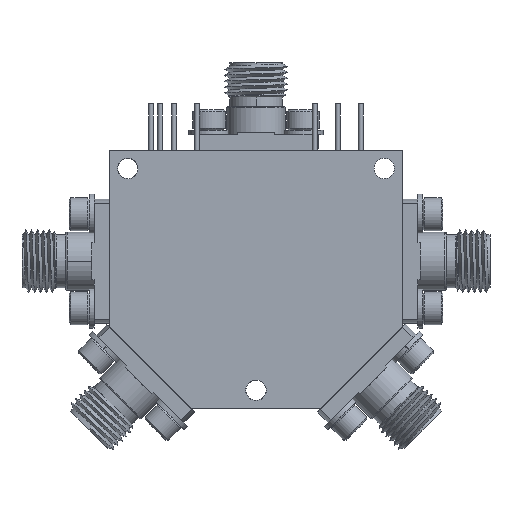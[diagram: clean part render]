
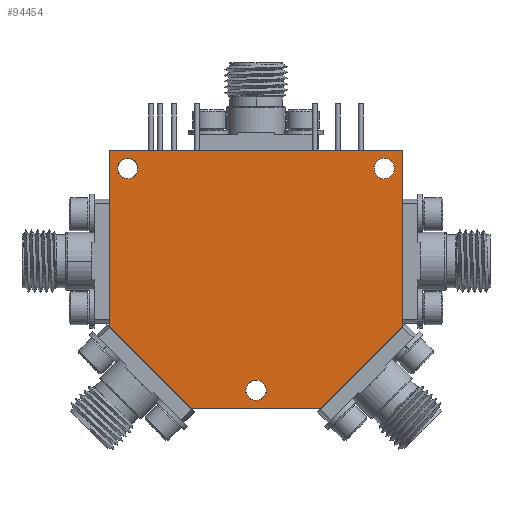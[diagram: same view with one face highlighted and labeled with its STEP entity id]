
A CAD part, front view. The second image highlights one B-rep face of the part: STEP entity #94454.
In plain terms, the highlighted planar face has unit normal (0, -1, 0).
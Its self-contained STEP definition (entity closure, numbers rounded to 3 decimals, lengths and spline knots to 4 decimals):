
#752 = CARTESIAN_POINT ( 'NONE',  ( -0.0407, 0.4797, 1.3486 ) ) ;
#2497 = CARTESIAN_POINT ( 'NONE',  ( -0.1194, 0.4797, 0.7176 ) ) ;
#2925 = CARTESIAN_POINT ( 'NONE',  ( 0.5056, 0.4797, 0.3683 ) ) ;
#6361 = VERTEX_POINT ( 'NONE', #117318 ) ;
#6950 = DIRECTION ( 'NONE',  ( 0., 0., -1. ) ) ;
#8208 = ORIENTED_EDGE ( 'NONE', *, *, #96459, .F. ) ;
#8429 = PLANE ( 'NONE',  #9338 ) ;
#9338 = AXIS2_PLACEMENT_3D ( 'NONE', #98032, #97192, #127050 ) ;
#10135 = AXIS2_PLACEMENT_3D ( 'NONE', #53968, #73763, #44078 ) ;
#10299 = ORIENTED_EDGE ( 'NONE', *, *, #67968, .F. ) ;
#10836 = DIRECTION ( 'NONE',  ( 0., -1., 0. ) ) ;
#11719 = DIRECTION ( 'NONE',  ( 0., 0., -1. ) ) ;
#11788 = VERTEX_POINT ( 'NONE', #63553 ) ;
#11806 = VECTOR ( 'NONE', #48917, 39.3701 ) ;
#12149 = DIRECTION ( 'NONE',  ( 0., -1., 0. ) ) ;
#12772 = CIRCLE ( 'NONE', #62970, 0.0433 ) ;
#13757 = VECTOR ( 'NONE', #105440, 39.3701 ) ;
#15111 = ORIENTED_EDGE ( 'NONE', *, *, #103808, .F. ) ;
#16123 = DIRECTION ( 'NONE',  ( 0., -1., 0. ) ) ;
#16154 = ORIENTED_EDGE ( 'NONE', *, *, #59098, .F. ) ;
#16455 = DIRECTION ( 'NONE',  ( 0., -1., 0. ) ) ;
#18412 = CIRCLE ( 'NONE', #109676, 0.0433 ) ;
#19204 = VECTOR ( 'NONE', #110348, 39.3701 ) ;
#19501 = CARTESIAN_POINT ( 'NONE',  ( 0.5056, 0.4797, 1.4706 ) ) ;
#25538 = DIRECTION ( 'NONE',  ( 0., 0., -1. ) ) ;
#26145 = EDGE_LOOP ( 'NONE', ( #8208, #56318 ) ) ;
#26446 = CIRCLE ( 'NONE', #10135, 0.0433 ) ;
#27443 = VERTEX_POINT ( 'NONE', #72581 ) ;
#29393 = EDGE_LOOP ( 'NONE', ( #16154, #32328, #98734, #35446, #15111, #89791 ) ) ;
#29597 = VECTOR ( 'NONE', #67316, 39.3701 ) ;
#29951 = CARTESIAN_POINT ( 'NONE',  ( 0.7812, 0.4797, 0.3683 ) ) ;
#32328 = ORIENTED_EDGE ( 'NONE', *, *, #102135, .F. ) ;
#34904 = VERTEX_POINT ( 'NONE', #50892 ) ;
#35446 = ORIENTED_EDGE ( 'NONE', *, *, #42712, .F. ) ;
#36059 = CARTESIAN_POINT ( 'NONE',  ( -0.1194, 0.4797, 0.7176 ) ) ;
#37786 = FACE_BOUND ( 'NONE', #98145, .T. ) ;
#40868 = VECTOR ( 'NONE', #107616, 39.3701 ) ;
#42712 = EDGE_CURVE ( 'NONE', #65770, #86108, #65542, .T. ) ;
#43685 = EDGE_CURVE ( 'NONE', #116106, #27443, #105558, .T. ) ;
#43813 = CIRCLE ( 'NONE', #60688, 0.0433 ) ;
#44078 = DIRECTION ( 'NONE',  ( 0., 0., -1. ) ) ;
#46441 = CIRCLE ( 'NONE', #75598, 0.0433 ) ;
#48917 = DIRECTION ( 'NONE',  ( -0.707, 0., -0.707 ) ) ;
#50865 = EDGE_LOOP ( 'NONE', ( #51417, #87952 ) ) ;
#50892 = CARTESIAN_POINT ( 'NONE',  ( 0.5056, 0.4797, 0.4037 ) ) ;
#50907 = CARTESIAN_POINT ( 'NONE',  ( -0.0407, 0.4797, 1.3919 ) ) ;
#50975 = EDGE_CURVE ( 'NONE', #117874, #11788, #46441, .T. ) ;
#51417 = ORIENTED_EDGE ( 'NONE', *, *, #75542, .F. ) ;
#51683 = AXIS2_PLACEMENT_3D ( 'NONE', #66385, #16455, #6950 ) ;
#53968 = CARTESIAN_POINT ( 'NONE',  ( 1.0518, 0.4797, 1.3919 ) ) ;
#54905 = CARTESIAN_POINT ( 'NONE',  ( 1.0518, 0.4797, 1.3919 ) ) ;
#56318 = ORIENTED_EDGE ( 'NONE', *, *, #119160, .F. ) ;
#56778 = CARTESIAN_POINT ( 'NONE',  ( 1.1306, 0.4797, 0.9194 ) ) ;
#59098 = EDGE_CURVE ( 'NONE', #67451, #116106, #122941, .T. ) ;
#60688 = AXIS2_PLACEMENT_3D ( 'NONE', #54905, #16123, #64383 ) ;
#62970 = AXIS2_PLACEMENT_3D ( 'NONE', #100048, #12149, #11719 ) ;
#63553 = CARTESIAN_POINT ( 'NONE',  ( -0.0407, 0.4797, 1.4352 ) ) ;
#64383 = DIRECTION ( 'NONE',  ( 0., 0., -1. ) ) ;
#65542 = LINE ( 'NONE', #98075, #40868 ) ;
#65770 = VERTEX_POINT ( 'NONE', #2497 ) ;
#66325 = CIRCLE ( 'NONE', #51683, 0.0433 ) ;
#66385 = CARTESIAN_POINT ( 'NONE',  ( 0.5056, 0.4797, 0.447 ) ) ;
#66416 = LINE ( 'NONE', #56778, #114234 ) ;
#66595 = CARTESIAN_POINT ( 'NONE',  ( 1.0518, 0.4797, 1.3486 ) ) ;
#67316 = DIRECTION ( 'NONE',  ( 1., 0., 0. ) ) ;
#67451 = VERTEX_POINT ( 'NONE', #97481 ) ;
#67968 = EDGE_CURVE ( 'NONE', #11788, #117874, #12772, .T. ) ;
#70620 = CARTESIAN_POINT ( 'NONE',  ( 1.0518, 0.4797, 1.4352 ) ) ;
#72581 = CARTESIAN_POINT ( 'NONE',  ( 0.2299, 0.4797, 0.3683 ) ) ;
#72702 = LINE ( 'NONE', #19501, #29597 ) ;
#73763 = DIRECTION ( 'NONE',  ( 0., -1., 0. ) ) ;
#75542 = EDGE_CURVE ( 'NONE', #34904, #78379, #66325, .T. ) ;
#75598 = AXIS2_PLACEMENT_3D ( 'NONE', #50907, #10836, #119931 ) ;
#78039 = VERTEX_POINT ( 'NONE', #70620 ) ;
#78379 = VERTEX_POINT ( 'NONE', #98078 ) ;
#78924 = EDGE_CURVE ( 'NONE', #78379, #34904, #18412, .T. ) ;
#82443 = FACE_OUTER_BOUND ( 'NONE', #29393, .T. ) ;
#84545 = CARTESIAN_POINT ( 'NONE',  ( 0.5056, 0.4797, 0.447 ) ) ;
#86108 = VERTEX_POINT ( 'NONE', #116676 ) ;
#87952 = ORIENTED_EDGE ( 'NONE', *, *, #78924, .F. ) ;
#88615 = FACE_BOUND ( 'NONE', #50865, .T. ) ;
#89791 = ORIENTED_EDGE ( 'NONE', *, *, #43685, .F. ) ;
#94402 = VERTEX_POINT ( 'NONE', #66595 ) ;
#94454 = ADVANCED_FACE ( 'NONE', ( #37786, #88615, #119549, #82443 ), #8429, .F. ) ;
#96459 = EDGE_CURVE ( 'NONE', #94402, #78039, #43813, .T. ) ;
#97192 = DIRECTION ( 'NONE',  ( 0., 1., 0. ) ) ;
#97481 = CARTESIAN_POINT ( 'NONE',  ( 1.1306, 0.4797, 0.7176 ) ) ;
#98032 = CARTESIAN_POINT ( 'NONE',  ( -0.1194, 0.4797, 0.3683 ) ) ;
#98075 = CARTESIAN_POINT ( 'NONE',  ( -0.1194, 0.4797, 0.9194 ) ) ;
#98078 = CARTESIAN_POINT ( 'NONE',  ( 0.5056, 0.4797, 0.4903 ) ) ;
#98145 = EDGE_LOOP ( 'NONE', ( #102401, #10299 ) ) ;
#98734 = ORIENTED_EDGE ( 'NONE', *, *, #101236, .F. ) ;
#100048 = CARTESIAN_POINT ( 'NONE',  ( -0.0407, 0.4797, 1.3919 ) ) ;
#101236 = EDGE_CURVE ( 'NONE', #86108, #6361, #72702, .T. ) ;
#101353 = CARTESIAN_POINT ( 'NONE',  ( 0.7812, 0.4797, 0.3683 ) ) ;
#102135 = EDGE_CURVE ( 'NONE', #6361, #67451, #66416, .T. ) ;
#102401 = ORIENTED_EDGE ( 'NONE', *, *, #50975, .F. ) ;
#103808 = EDGE_CURVE ( 'NONE', #27443, #65770, #121809, .T. ) ;
#105440 = DIRECTION ( 'NONE',  ( -0.707, 0., 0.707 ) ) ;
#105558 = LINE ( 'NONE', #2925, #19204 ) ;
#107616 = DIRECTION ( 'NONE',  ( 0., 0., 1. ) ) ;
#109676 = AXIS2_PLACEMENT_3D ( 'NONE', #84545, #124730, #25538 ) ;
#110348 = DIRECTION ( 'NONE',  ( -1., 0., 0. ) ) ;
#114234 = VECTOR ( 'NONE', #117153, 39.3701 ) ;
#116106 = VERTEX_POINT ( 'NONE', #101353 ) ;
#116676 = CARTESIAN_POINT ( 'NONE',  ( -0.1194, 0.4797, 1.4706 ) ) ;
#117153 = DIRECTION ( 'NONE',  ( 0., 0., -1. ) ) ;
#117318 = CARTESIAN_POINT ( 'NONE',  ( 1.1306, 0.4797, 1.4706 ) ) ;
#117874 = VERTEX_POINT ( 'NONE', #752 ) ;
#119160 = EDGE_CURVE ( 'NONE', #78039, #94402, #26446, .T. ) ;
#119549 = FACE_BOUND ( 'NONE', #26145, .T. ) ;
#119931 = DIRECTION ( 'NONE',  ( 0., 0., -1. ) ) ;
#121809 = LINE ( 'NONE', #36059, #13757 ) ;
#122941 = LINE ( 'NONE', #29951, #11806 ) ;
#124730 = DIRECTION ( 'NONE',  ( 0., -1., 0. ) ) ;
#127050 = DIRECTION ( 'NONE',  ( 0., 0., 1. ) ) ;
